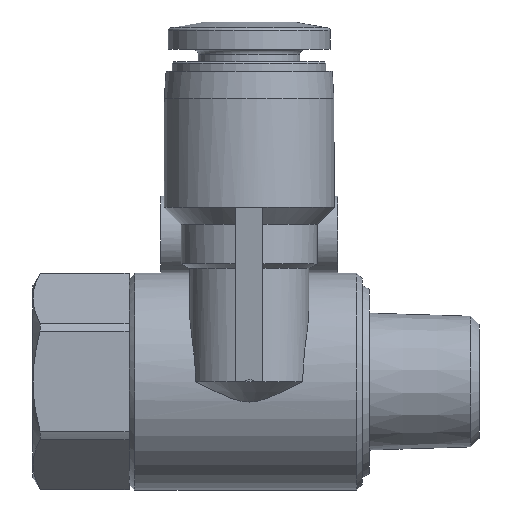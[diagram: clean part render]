
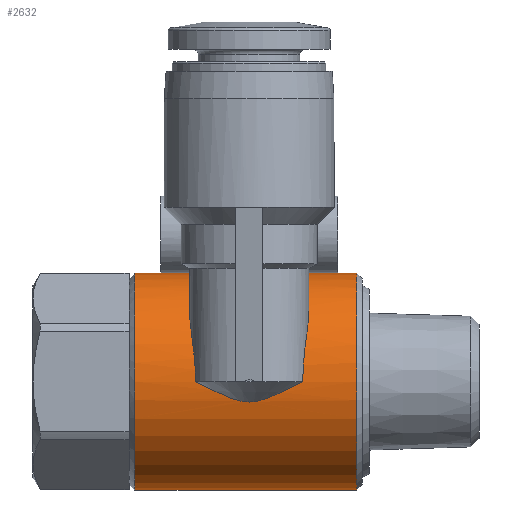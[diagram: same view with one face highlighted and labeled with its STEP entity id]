
A CAD part, left-side view. The second image highlights one B-rep face of the part: STEP entity #2632.
In plain terms, the highlighted cylindrical face has radius 7.9 mm (diameter 15.8 mm), a full revolution.
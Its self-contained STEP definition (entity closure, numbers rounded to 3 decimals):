
#83=LINE('',#3759,#151);
#84=LINE('',#3763,#152);
#85=LINE('',#3780,#153);
#86=LINE('',#3784,#154);
#151=VECTOR('',#3101,1000.);
#152=VECTOR('',#3104,1000.);
#153=VECTOR('',#3111,1000.);
#154=VECTOR('',#3114,1000.);
#225=B_SPLINE_CURVE_WITH_KNOTS('',3,(#3711,#3712,#3713,#3714,#3715,#3716,
#3717,#3718,#3719),.UNSPECIFIED.,.F.,.F.,(4,1,1,1,1,1,4),(0.014,
0.016,0.017,0.019,0.02,
0.023,0.026),.UNSPECIFIED.);
#226=B_SPLINE_CURVE_WITH_KNOTS('',3,(#3734,#3735,#3736,#3737,#3738,#3739,
#3740,#3741,#3742),.UNSPECIFIED.,.F.,.F.,(4,1,1,1,1,1,4),(0.,0.003,
0.006,0.008,0.009,0.011,
0.012),.UNSPECIFIED.);
#229=B_SPLINE_CURVE_WITH_KNOTS('',3,(#3767,#3768,#3769,#3770,#3771,#3772,
#3773,#3774,#3775),.UNSPECIFIED.,.F.,.F.,(4,1,1,1,1,1,4),(0.014,
0.016,0.017,0.019,0.02,
0.023,0.026),.UNSPECIFIED.);
#230=B_SPLINE_CURVE_WITH_KNOTS('',3,(#3788,#3789,#3790,#3791,#3792,#3793,
#3794,#3795,#3796),.UNSPECIFIED.,.F.,.F.,(4,1,1,1,1,1,4),(0.,0.003,
0.006,0.008,0.009,0.011,
0.012),.UNSPECIFIED.);
#231=B_SPLINE_CURVE_WITH_KNOTS('',3,(#3798,#3799,#3800,#3801,#3802,#3803,
#3804,#3805,#3806),.UNSPECIFIED.,.F.,.F.,(4,1,1,1,1,1,4),(0.001,
0.003,0.004,0.005,0.006,
0.007,0.009),.UNSPECIFIED.);
#232=B_SPLINE_CURVE_WITH_KNOTS('',3,(#3810,#3811,#3812,#3813,#3814,#3815,
#3816,#3817,#3818),.UNSPECIFIED.,.F.,.F.,(4,1,1,1,1,1,4),(0.001,
0.003,0.004,0.005,0.006,
0.007,0.009),.UNSPECIFIED.);
#370=ORIENTED_EDGE('',*,*,#850,.F.);
#371=ORIENTED_EDGE('',*,*,#851,.F.);
#372=ORIENTED_EDGE('',*,*,#852,.T.);
#373=ORIENTED_EDGE('',*,*,#853,.F.);
#374=ORIENTED_EDGE('',*,*,#854,.F.);
#375=ORIENTED_EDGE('',*,*,#855,.F.);
#376=ORIENTED_EDGE('',*,*,#856,.T.);
#377=ORIENTED_EDGE('',*,*,#857,.F.);
#378=ORIENTED_EDGE('',*,*,#858,.F.);
#379=ORIENTED_EDGE('',*,*,#835,.F.);
#380=ORIENTED_EDGE('',*,*,#859,.F.);
#381=ORIENTED_EDGE('',*,*,#849,.F.);
#382=ORIENTED_EDGE('',*,*,#860,.F.);
#383=ORIENTED_EDGE('',*,*,#847,.F.);
#384=ORIENTED_EDGE('',*,*,#861,.F.);
#385=ORIENTED_EDGE('',*,*,#842,.F.);
#386=ORIENTED_EDGE('',*,*,#862,.F.);
#387=ORIENTED_EDGE('',*,*,#863,.T.);
#835=EDGE_CURVE('',#1074,#1075,#225,.T.);
#842=EDGE_CURVE('',#1080,#1078,#226,.T.);
#847=EDGE_CURVE('',#1083,#1084,#83,.T.);
#849=EDGE_CURVE('',#1085,#1081,#84,.F.);
#850=EDGE_CURVE('',#1086,#1086,#1234,.T.);
#851=EDGE_CURVE('',#1087,#1088,#229,.T.);
#852=EDGE_CURVE('',#1087,#1089,#1235,.T.);
#853=EDGE_CURVE('',#1090,#1089,#85,.T.);
#854=EDGE_CURVE('',#1091,#1090,#1236,.T.);
#855=EDGE_CURVE('',#1092,#1091,#86,.F.);
#856=EDGE_CURVE('',#1092,#1093,#1237,.T.);
#857=EDGE_CURVE('',#1094,#1093,#230,.T.);
#858=EDGE_CURVE('',#1075,#1094,#231,.T.);
#859=EDGE_CURVE('',#1081,#1074,#1238,.T.);
#860=EDGE_CURVE('',#1084,#1085,#1239,.T.);
#861=EDGE_CURVE('',#1078,#1083,#1240,.T.);
#862=EDGE_CURVE('',#1088,#1080,#232,.T.);
#863=EDGE_CURVE('',#1095,#1095,#1241,.T.);
#1074=VERTEX_POINT('',#3710);
#1075=VERTEX_POINT('',#3720);
#1078=VERTEX_POINT('',#3729);
#1080=VERTEX_POINT('',#3733);
#1081=VERTEX_POINT('',#3745);
#1083=VERTEX_POINT('',#3758);
#1084=VERTEX_POINT('',#3760);
#1085=VERTEX_POINT('',#3762);
#1086=VERTEX_POINT('',#3766);
#1087=VERTEX_POINT('',#3776);
#1088=VERTEX_POINT('',#3777);
#1089=VERTEX_POINT('',#3779);
#1090=VERTEX_POINT('',#3781);
#1091=VERTEX_POINT('',#3783);
#1092=VERTEX_POINT('',#3785);
#1093=VERTEX_POINT('',#3787);
#1094=VERTEX_POINT('',#3797);
#1095=VERTEX_POINT('',#3820);
#1234=CIRCLE('',#2793,7.9);
#1235=CIRCLE('',#2794,7.9);
#1236=CIRCLE('',#2795,7.9);
#1237=CIRCLE('',#2796,7.9);
#1238=CIRCLE('',#2797,7.9);
#1239=CIRCLE('',#2798,7.9);
#1240=CIRCLE('',#2799,7.9);
#1241=CIRCLE('',#2800,7.9);
#1357=EDGE_LOOP('',(#370));
#1358=EDGE_LOOP('',(#371,#372,#373,#374,#375,#376,#377,#378,#379,#380,#381,
#382,#383,#384,#385,#386));
#1359=EDGE_LOOP('',(#387));
#1535=FACE_BOUND('',#1357,.T.);
#1536=FACE_BOUND('',#1358,.T.);
#1537=FACE_BOUND('',#1359,.T.);
#1704=CYLINDRICAL_SURFACE('',#2792,7.9);
#2632=ADVANCED_FACE('',(#1535,#1536,#1537),#1704,.T.);
#2792=AXIS2_PLACEMENT_3D('',#3764,#3105,#3106);
#2793=AXIS2_PLACEMENT_3D('',#3765,#3107,#3108);
#2794=AXIS2_PLACEMENT_3D('',#3778,#3109,#3110);
#2795=AXIS2_PLACEMENT_3D('',#3782,#3112,#3113);
#2796=AXIS2_PLACEMENT_3D('',#3786,#3115,#3116);
#2797=AXIS2_PLACEMENT_3D('',#3807,#3117,#3118);
#2798=AXIS2_PLACEMENT_3D('',#3808,#3119,#3120);
#2799=AXIS2_PLACEMENT_3D('',#3809,#3121,#3122);
#2800=AXIS2_PLACEMENT_3D('',#3819,#3123,#3124);
#3101=DIRECTION('',(0.,-1.,0.));
#3104=DIRECTION('',(0.,-1.,0.));
#3105=DIRECTION('',(0.,-1.,0.));
#3106=DIRECTION('',(0.,0.,-1.));
#3107=DIRECTION('',(0.,-1.,0.));
#3108=DIRECTION('',(0.,0.,-1.));
#3109=DIRECTION('',(0.,1.,0.));
#3110=DIRECTION('',(0.,0.,1.));
#3111=DIRECTION('',(0.,-1.,0.));
#3112=DIRECTION('',(0.,-1.,0.));
#3113=DIRECTION('',(0.,0.,-1.));
#3114=DIRECTION('',(0.,-1.,0.));
#3115=DIRECTION('',(0.,1.,0.));
#3116=DIRECTION('',(0.,0.,1.));
#3117=DIRECTION('',(0.,1.,0.));
#3118=DIRECTION('',(0.,0.,1.));
#3119=DIRECTION('',(0.,1.,0.));
#3120=DIRECTION('',(0.,0.,1.));
#3121=DIRECTION('',(0.,1.,0.));
#3122=DIRECTION('',(0.,0.,1.));
#3123=DIRECTION('',(0.,-1.,0.));
#3124=DIRECTION('',(0.,0.,-1.));
#3710=CARTESIAN_POINT('',(1.777,7.75,7.698));
#3711=CARTESIAN_POINT('',(1.777,7.75,7.698));
#3712=CARTESIAN_POINT('',(1.894,7.256,7.671));
#3713=CARTESIAN_POINT('',(2.302,6.313,7.573));
#3714=CARTESIAN_POINT('',(3.338,5.221,7.198));
#3715=CARTESIAN_POINT('',(4.569,4.586,6.503));
#3716=CARTESIAN_POINT('',(6.119,4.306,5.177));
#3717=CARTESIAN_POINT('',(7.506,4.627,3.024));
#3718=CARTESIAN_POINT('',(7.9,4.848,1.021));
#3719=CARTESIAN_POINT('',(7.9,4.848,0.));
#3720=CARTESIAN_POINT('',(7.9,4.848,0.));
#3729=CARTESIAN_POINT('',(-1.777,7.75,7.698));
#3733=CARTESIAN_POINT('',(-7.9,4.848,0.));
#3734=CARTESIAN_POINT('',(-7.9,4.848,0.));
#3735=CARTESIAN_POINT('',(-7.9,4.848,1.021));
#3736=CARTESIAN_POINT('',(-7.506,4.626,3.024));
#3737=CARTESIAN_POINT('',(-6.116,4.306,5.18));
#3738=CARTESIAN_POINT('',(-4.567,4.587,6.504));
#3739=CARTESIAN_POINT('',(-3.339,5.221,7.198));
#3740=CARTESIAN_POINT('',(-2.303,6.312,7.573));
#3741=CARTESIAN_POINT('',(-1.894,7.257,7.671));
#3742=CARTESIAN_POINT('',(-1.777,7.75,7.698));
#3745=CARTESIAN_POINT('',(0.288,7.75,7.895));
#3758=CARTESIAN_POINT('',(-0.288,7.75,7.895));
#3759=CARTESIAN_POINT('',(-0.288,8.75,7.895));
#3760=CARTESIAN_POINT('',(-0.288,2.3,7.895));
#3762=CARTESIAN_POINT('',(0.288,2.3,7.895));
#3763=CARTESIAN_POINT('',(0.288,8.75,7.895));
#3764=CARTESIAN_POINT('',(0.,0.,0.));
#3765=CARTESIAN_POINT('',(0.,0.924,0.));
#3766=CARTESIAN_POINT('',(0.,0.924,-7.9));
#3767=CARTESIAN_POINT('',(-1.777,9.75,7.698));
#3768=CARTESIAN_POINT('',(-1.894,10.244,7.671));
#3769=CARTESIAN_POINT('',(-2.302,11.187,7.573));
#3770=CARTESIAN_POINT('',(-3.338,12.279,7.198));
#3771=CARTESIAN_POINT('',(-4.569,12.914,6.503));
#3772=CARTESIAN_POINT('',(-6.119,13.194,5.177));
#3773=CARTESIAN_POINT('',(-7.506,12.873,3.024));
#3774=CARTESIAN_POINT('',(-7.9,12.652,1.021));
#3775=CARTESIAN_POINT('',(-7.9,12.652,0.));
#3776=CARTESIAN_POINT('',(-1.777,9.75,7.698));
#3777=CARTESIAN_POINT('',(-7.9,12.652,0.));
#3778=CARTESIAN_POINT('',(0.,9.75,0.));
#3779=CARTESIAN_POINT('',(-0.288,9.75,7.895));
#3780=CARTESIAN_POINT('',(-0.288,8.75,7.895));
#3781=CARTESIAN_POINT('',(-0.288,15.2,7.895));
#3782=CARTESIAN_POINT('',(0.,15.2,0.));
#3783=CARTESIAN_POINT('',(0.288,15.2,7.895));
#3784=CARTESIAN_POINT('',(0.288,8.75,7.895));
#3785=CARTESIAN_POINT('',(0.288,9.75,7.895));
#3786=CARTESIAN_POINT('',(0.,9.75,0.));
#3787=CARTESIAN_POINT('',(1.777,9.75,7.698));
#3788=CARTESIAN_POINT('',(7.9,12.652,0.));
#3789=CARTESIAN_POINT('',(7.9,12.652,1.021));
#3790=CARTESIAN_POINT('',(7.506,12.874,3.024));
#3791=CARTESIAN_POINT('',(6.116,13.194,5.18));
#3792=CARTESIAN_POINT('',(4.567,12.913,6.504));
#3793=CARTESIAN_POINT('',(3.339,12.279,7.198));
#3794=CARTESIAN_POINT('',(2.303,11.188,7.573));
#3795=CARTESIAN_POINT('',(1.894,10.243,7.671));
#3796=CARTESIAN_POINT('',(1.777,9.75,7.698));
#3797=CARTESIAN_POINT('',(7.9,12.652,0.));
#3798=CARTESIAN_POINT('',(7.9,4.848,0.));
#3799=CARTESIAN_POINT('',(7.9,5.473,-0.325));
#3800=CARTESIAN_POINT('',(7.869,6.416,-0.805));
#3801=CARTESIAN_POINT('',(7.787,7.713,-1.346));
#3802=CARTESIAN_POINT('',(7.743,8.761,-1.565));
#3803=CARTESIAN_POINT('',(7.788,9.809,-1.338));
#3804=CARTESIAN_POINT('',(7.869,11.09,-0.801));
#3805=CARTESIAN_POINT('',(7.9,12.03,-0.323));
#3806=CARTESIAN_POINT('',(7.9,12.652,0.));
#3807=CARTESIAN_POINT('',(0.,7.75,0.));
#3808=CARTESIAN_POINT('',(0.,2.3,0.));
#3809=CARTESIAN_POINT('',(0.,7.75,0.));
#3810=CARTESIAN_POINT('',(-7.9,12.652,0.));
#3811=CARTESIAN_POINT('',(-7.9,12.027,-0.325));
#3812=CARTESIAN_POINT('',(-7.869,11.084,-0.805));
#3813=CARTESIAN_POINT('',(-7.787,9.787,-1.346));
#3814=CARTESIAN_POINT('',(-7.743,8.739,-1.565));
#3815=CARTESIAN_POINT('',(-7.788,7.691,-1.338));
#3816=CARTESIAN_POINT('',(-7.869,6.41,-0.801));
#3817=CARTESIAN_POINT('',(-7.9,5.47,-0.323));
#3818=CARTESIAN_POINT('',(-7.9,4.848,0.));
#3819=CARTESIAN_POINT('',(0.,17.076,0.));
#3820=CARTESIAN_POINT('',(0.,17.076,-7.9));
